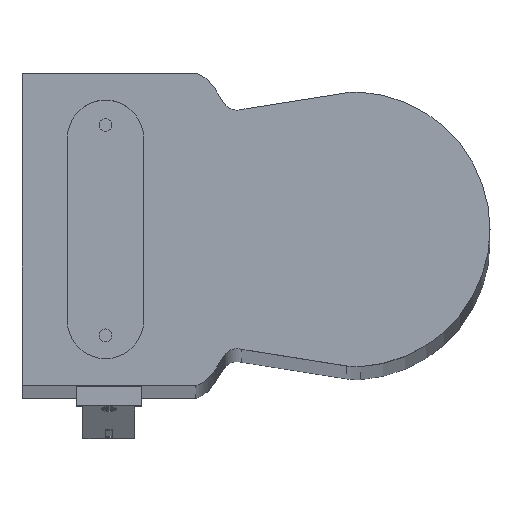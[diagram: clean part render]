
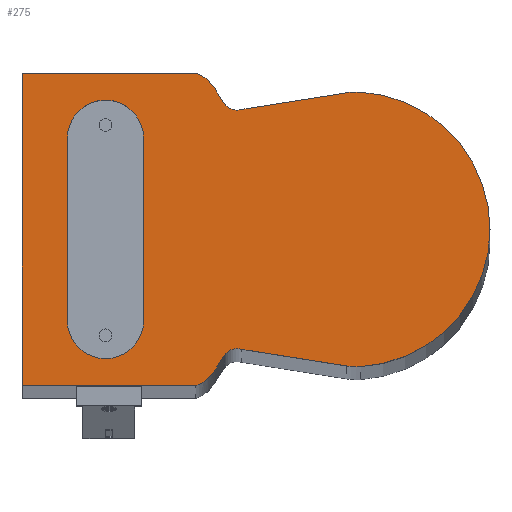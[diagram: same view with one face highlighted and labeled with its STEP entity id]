
A CAD part, top view. The second image highlights one B-rep face of the part: STEP entity #275.
In plain terms, the highlighted face is planar.
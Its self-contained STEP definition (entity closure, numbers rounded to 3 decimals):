
#4 = DIRECTION ( 'NONE',  ( 0., 1., 0. ) ) ;
#11 = CARTESIAN_POINT ( 'NONE',  ( 11.805, 286.5, -14.405 ) ) ;
#15 = CIRCLE ( 'NONE', #1647, 10.576 ) ;
#35 = CARTESIAN_POINT ( 'NONE',  ( -10.557, 286.5, -26.051 ) ) ;
#60 = CARTESIAN_POINT ( 'NONE',  ( 7.01, 286.5, -3.488 ) ) ;
#67 = VERTEX_POINT ( 'NONE', #2187 ) ;
#81 = AXIS2_PLACEMENT_3D ( 'NONE', #1925, #2032, #2262 ) ;
#98 = ORIENTED_EDGE ( 'NONE', *, *, #664, .T. ) ;
#114 = ORIENTED_EDGE ( 'NONE', *, *, #1023, .F. ) ;
#115 = DIRECTION ( 'NONE',  ( 0., 1., 0. ) ) ;
#123 = ORIENTED_EDGE ( 'NONE', *, *, #610, .T. ) ;
#134 = VECTOR ( 'NONE', #1354, 1000. ) ;
#147 = CARTESIAN_POINT ( 'NONE',  ( -10.391, 286.5, -16.546 ) ) ;
#165 = DIRECTION ( 'NONE',  ( 0., 1., 0. ) ) ;
#188 = VECTOR ( 'NONE', #1076, 1000. ) ;
#194 = CARTESIAN_POINT ( 'NONE',  ( -10.505, 286.5, -24.975 ) ) ;
#251 = DIRECTION ( 'NONE',  ( -1., 0., 0. ) ) ;
#252 = DIRECTION ( 'NONE',  ( 0.156, 0., -0.988 ) ) ;
#275 = ADVANCED_FACE ( 'NONE', ( #2412, #1264 ), #2033, .F. ) ;
#291 = CARTESIAN_POINT ( 'NONE',  ( 9.233, 286.5, -16.921 ) ) ;
#306 = B_SPLINE_CURVE_WITH_KNOTS ( 'NONE', 2,
 ( #1342, #11, #541 ),
 .UNSPECIFIED., .F., .F.,
 ( 3, 3 ),
 ( 0.5, 0.501 ),
 .UNSPECIFIED. ) ;
#322 = CARTESIAN_POINT ( 'NONE',  ( 0., 286.5, 0. ) ) ;
#337 = VERTEX_POINT ( 'NONE', #1708 ) ;
#344 = LINE ( 'NONE', #194, #705 ) ;
#357 = VERTEX_POINT ( 'NONE', #958 ) ;
#363 = AXIS2_PLACEMENT_3D ( 'NONE', #147, #1677, #2444 ) ;
#413 = CARTESIAN_POINT ( 'NONE',  ( -9.693, 286.5, -15.548 ) ) ;
#460 = EDGE_CURVE ( 'NONE', #1859, #1296, #1124, .T. ) ;
#474 = CIRCLE ( 'NONE', #81, 5. ) ;
#475 = EDGE_CURVE ( 'NONE', #1129, #1216, #1645, .T. ) ;
#511 = VECTOR ( 'NONE', #252, 1000. ) ;
#513 = DIRECTION ( 'NONE',  ( 1., 0., 0. ) ) ;
#534 = DIRECTION ( 'NONE',  ( -1., 0., 0. ) ) ;
#541 = CARTESIAN_POINT ( 'NONE',  ( 9.693, 286.5, -15.548 ) ) ;
#547 = DIRECTION ( 'NONE',  ( -1., 0., 0. ) ) ;
#551 = CARTESIAN_POINT ( 'NONE',  ( 7.01, 286.5, -9.355 ) ) ;
#555 = CARTESIAN_POINT ( 'NONE',  ( 7.01, 286.5, -3.488 ) ) ;
#564 = CARTESIAN_POINT ( 'NONE',  ( 12., 286.5, 0. ) ) ;
#567 = CARTESIAN_POINT ( 'NONE',  ( -12., 286.5, 0. ) ) ;
#610 = EDGE_CURVE ( 'NONE', #1294, #2035, #474, .T. ) ;
#627 = EDGE_LOOP ( 'NONE', ( #114, #2336, #1904, #2042 ) ) ;
#642 = EDGE_CURVE ( 'NONE', #1381, #337, #1910, .T. ) ;
#664 = EDGE_CURVE ( 'NONE', #1260, #1859, #306, .T. ) ;
#669 = AXIS2_PLACEMENT_3D ( 'NONE', #2437, #1311, #534 ) ;
#680 = B_SPLINE_CURVE_WITH_KNOTS ( 'NONE', 2,
 ( #413, #1985, #2342 ),
 .UNSPECIFIED., .F., .F.,
 ( 3, 3 ),
 ( 0.499, 0.5 ),
 .UNSPECIFIED. ) ;
#695 = ORIENTED_EDGE ( 'NONE', *, *, #1555, .T. ) ;
#705 = VECTOR ( 'NONE', #719, 1000. ) ;
#719 = DIRECTION ( 'NONE',  ( 0.156, 0., 0.988 ) ) ;
#771 = CARTESIAN_POINT ( 'NONE',  ( 7.01, 286.5, -9.355 ) ) ;
#773 = LINE ( 'NONE', #551, #1997 ) ;
#803 = VERTEX_POINT ( 'NONE', #816 ) ;
#816 = CARTESIAN_POINT ( 'NONE',  ( -9.693, 286.5, -15.548 ) ) ;
#819 = CARTESIAN_POINT ( 'NONE',  ( 10.391, 286.5, -16.546 ) ) ;
#820 = CARTESIAN_POINT ( 'NONE',  ( 10.505, 286.5, -24.975 ) ) ;
#821 = EDGE_CURVE ( 'NONE', #1170, #1260, #1587, .T. ) ;
#834 = DIRECTION ( 'NONE',  ( 0., -1., 0. ) ) ;
#861 = CARTESIAN_POINT ( 'NONE',  ( -5.566, 286.5, -25.755 ) ) ;
#883 = AXIS2_PLACEMENT_3D ( 'NONE', #861, #115, #1026 ) ;
#898 = VERTEX_POINT ( 'NONE', #771 ) ;
#954 = LINE ( 'NONE', #564, #134 ) ;
#958 = CARTESIAN_POINT ( 'NONE',  ( -7.01, 286.5, -9.355 ) ) ;
#967 = EDGE_CURVE ( 'NONE', #1939, #1790, #1768, .T. ) ;
#1006 = AXIS2_PLACEMENT_3D ( 'NONE', #819, #834, #251 ) ;
#1023 = EDGE_CURVE ( 'NONE', #898, #357, #773, .T. ) ;
#1026 = DIRECTION ( 'NONE',  ( -1., 0., 0. ) ) ;
#1031 = CARTESIAN_POINT ( 'NONE',  ( 12., 286.5, 0. ) ) ;
#1076 = DIRECTION ( 'NONE',  ( 0., 0., 1. ) ) ;
#1116 = ORIENTED_EDGE ( 'NONE', *, *, #460, .T. ) ;
#1124 = CIRCLE ( 'NONE', #1006, 1.218 ) ;
#1129 = VERTEX_POINT ( 'NONE', #35 ) ;
#1132 = EDGE_CURVE ( 'NONE', #803, #1381, #680, .T. ) ;
#1139 = CARTESIAN_POINT ( 'NONE',  ( -12., 286.5, -13.364 ) ) ;
#1143 = DIRECTION ( 'NONE',  ( -1., 0., 0. ) ) ;
#1144 = ORIENTED_EDGE ( 'NONE', *, *, #1132, .T. ) ;
#1170 = VERTEX_POINT ( 'NONE', #1031 ) ;
#1194 = DIRECTION ( 'NONE',  ( 1., 0., 0. ) ) ;
#1216 = VERTEX_POINT ( 'NONE', #1756 ) ;
#1260 = VERTEX_POINT ( 'NONE', #2358 ) ;
#1264 = FACE_OUTER_BOUND ( 'NONE', #2183, .T. ) ;
#1270 = AXIS2_PLACEMENT_3D ( 'NONE', #2276, #4, #547 ) ;
#1294 = VERTEX_POINT ( 'NONE', #2036 ) ;
#1296 = VERTEX_POINT ( 'NONE', #291 ) ;
#1311 = DIRECTION ( 'NONE',  ( 0., 1., 0. ) ) ;
#1342 = CARTESIAN_POINT ( 'NONE',  ( 12., 286.5, -13.364 ) ) ;
#1354 = DIRECTION ( 'NONE',  ( 1., 0., 0. ) ) ;
#1381 = VERTEX_POINT ( 'NONE', #1139 ) ;
#1392 = EDGE_CURVE ( 'NONE', #357, #1939, #1627, .T. ) ;
#1398 = EDGE_CURVE ( 'NONE', #1790, #898, #1996, .T. ) ;
#1425 = EDGE_CURVE ( 'NONE', #1216, #67, #344, .T. ) ;
#1470 = CARTESIAN_POINT ( 'NONE',  ( 10.557, 286.5, -26.051 ) ) ;
#1477 = DIRECTION ( 'NONE',  ( 0., -1., 0. ) ) ;
#1555 = EDGE_CURVE ( 'NONE', #1296, #1294, #1968, .T. ) ;
#1587 = LINE ( 'NONE', #2322, #1754 ) ;
#1627 = CIRCLE ( 'NONE', #1270, 2.933 ) ;
#1633 = ORIENTED_EDGE ( 'NONE', *, *, #821, .T. ) ;
#1645 = CIRCLE ( 'NONE', #883, 5. ) ;
#1647 = AXIS2_PLACEMENT_3D ( 'NONE', #1744, #165, #1143 ) ;
#1667 = VECTOR ( 'NONE', #1194, 1000. ) ;
#1677 = DIRECTION ( 'NONE',  ( 0., -1., 0. ) ) ;
#1708 = CARTESIAN_POINT ( 'NONE',  ( -12., 286.5, 0. ) ) ;
#1710 = ORIENTED_EDGE ( 'NONE', *, *, #642, .T. ) ;
#1744 = CARTESIAN_POINT ( 'NONE',  ( 0., 286.5, -25.424 ) ) ;
#1745 = ORIENTED_EDGE ( 'NONE', *, *, #475, .T. ) ;
#1754 = VECTOR ( 'NONE', #2337, 1000. ) ;
#1756 = CARTESIAN_POINT ( 'NONE',  ( -10.505, 286.5, -24.975 ) ) ;
#1768 = LINE ( 'NONE', #60, #1667 ) ;
#1790 = VERTEX_POINT ( 'NONE', #555 ) ;
#1859 = VERTEX_POINT ( 'NONE', #2181 ) ;
#1888 = AXIS2_PLACEMENT_3D ( 'NONE', #322, #1477, #513 ) ;
#1904 = ORIENTED_EDGE ( 'NONE', *, *, #967, .F. ) ;
#1910 = LINE ( 'NONE', #567, #188 ) ;
#1922 = DIRECTION ( 'NONE',  ( -1., 0., 0. ) ) ;
#1925 = CARTESIAN_POINT ( 'NONE',  ( 5.566, 286.5, -25.755 ) ) ;
#1939 = VERTEX_POINT ( 'NONE', #2193 ) ;
#1968 = LINE ( 'NONE', #820, #511 ) ;
#1985 = CARTESIAN_POINT ( 'NONE',  ( -11.805, 286.5, -14.405 ) ) ;
#1996 = CIRCLE ( 'NONE', #669, 2.933 ) ;
#1997 = VECTOR ( 'NONE', #1922, 1000. ) ;
#2032 = DIRECTION ( 'NONE',  ( 0., 1., 0. ) ) ;
#2033 = PLANE ( 'NONE',  #1888 ) ;
#2035 = VERTEX_POINT ( 'NONE', #1470 ) ;
#2036 = CARTESIAN_POINT ( 'NONE',  ( 10.505, 286.5, -24.975 ) ) ;
#2042 = ORIENTED_EDGE ( 'NONE', *, *, #1392, .F. ) ;
#2059 = ORIENTED_EDGE ( 'NONE', *, *, #2180, .T. ) ;
#2062 = ORIENTED_EDGE ( 'NONE', *, *, #2153, .T. ) ;
#2069 = ORIENTED_EDGE ( 'NONE', *, *, #1425, .T. ) ;
#2090 = EDGE_CURVE ( 'NONE', #67, #803, #2249, .T. ) ;
#2153 = EDGE_CURVE ( 'NONE', #2035, #1129, #15, .T. ) ;
#2180 = EDGE_CURVE ( 'NONE', #337, #1170, #954, .T. ) ;
#2181 = CARTESIAN_POINT ( 'NONE',  ( 9.693, 286.5, -15.548 ) ) ;
#2183 = EDGE_LOOP ( 'NONE', ( #1633, #98, #1116, #695, #123, #2062, #1745, #2069, #2324, #1144, #1710, #2059 ) ) ;
#2187 = CARTESIAN_POINT ( 'NONE',  ( -9.233, 286.5, -16.921 ) ) ;
#2193 = CARTESIAN_POINT ( 'NONE',  ( -7.01, 286.5, -3.488 ) ) ;
#2249 = CIRCLE ( 'NONE', #363, 1.218 ) ;
#2262 = DIRECTION ( 'NONE',  ( -1., 0., 0. ) ) ;
#2276 = CARTESIAN_POINT ( 'NONE',  ( -7.01, 286.5, -6.421 ) ) ;
#2322 = CARTESIAN_POINT ( 'NONE',  ( 12., 286.5, -3. ) ) ;
#2324 = ORIENTED_EDGE ( 'NONE', *, *, #2090, .T. ) ;
#2336 = ORIENTED_EDGE ( 'NONE', *, *, #1398, .F. ) ;
#2337 = DIRECTION ( 'NONE',  ( 0., 0., -1. ) ) ;
#2342 = CARTESIAN_POINT ( 'NONE',  ( -12., 286.5, -13.364 ) ) ;
#2358 = CARTESIAN_POINT ( 'NONE',  ( 12., 286.5, -13.364 ) ) ;
#2412 = FACE_BOUND ( 'NONE', #627, .T. ) ;
#2437 = CARTESIAN_POINT ( 'NONE',  ( 7.01, 286.5, -6.421 ) ) ;
#2444 = DIRECTION ( 'NONE',  ( -1., 0., 0. ) ) ;
